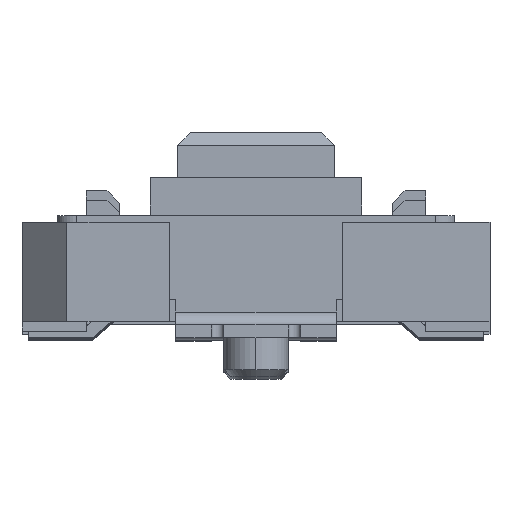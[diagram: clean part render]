
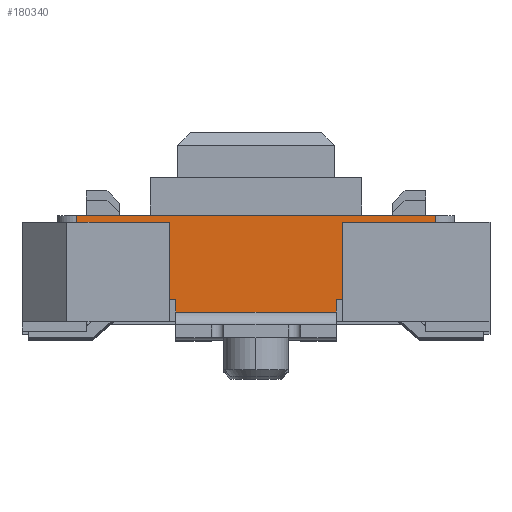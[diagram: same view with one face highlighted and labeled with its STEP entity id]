
A CAD part, top view. The second image highlights one B-rep face of the part: STEP entity #180340.
In plain terms, the highlighted planar face has unit normal (0, 0, 1).
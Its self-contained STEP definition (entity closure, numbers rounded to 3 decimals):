
#11890=CARTESIAN_POINT('',(-5.051,1.018,
30.138));
#11900=VERTEX_POINT('',#11890);
#12720=CARTESIAN_POINT('',(0.549,1.018,
30.138));
#12730=VERTEX_POINT('',#12720);
#12760=CARTESIAN_POINT('',(-2.251,1.018,
30.138));
#12770=DIRECTION('',(1.,0.,-0.));
#12780=VECTOR('',#12770,1.);
#12790=LINE('',#12760,#12780);
#12800=EDGE_CURVE('',#11900,#12730,#12790,.T.);
#76850=CARTESIAN_POINT('',(0.549,0.518,
30.138));
#76860=VERTEX_POINT('',#76850);
#76890=CARTESIAN_POINT('',(0.549,0.518,
30.138));
#76900=DIRECTION('',(0.,1.,0.));
#76910=VECTOR('',#76900,1.);
#76920=LINE('',#76890,#76910);
#76930=EDGE_CURVE('',#76860,#12730,#76920,.T.);
#97800=CARTESIAN_POINT('',(-3.501,-0.282,
30.138));
#97810=VERTEX_POINT('',#97800);
#97840=CARTESIAN_POINT('',(-3.501,0.518,
30.138));
#97850=DIRECTION('',(0.,1.,0.));
#97860=VECTOR('',#97850,1.);
#97870=LINE('',#97840,#97860);
#97880=CARTESIAN_POINT('',(-3.501,-0.482,
30.138));
#97890=VERTEX_POINT('',#97880);
#97900=EDGE_CURVE('',#97890,#97810,#97870,.T.);
#110510=CARTESIAN_POINT('',(-5.051,0.518,
30.138));
#110520=DIRECTION('',(0.,1.,0.));
#110530=VECTOR('',#110520,1.);
#110540=LINE('',#110510,#110530);
#110550=CARTESIAN_POINT('',(-5.051,0.518,
30.138));
#110560=VERTEX_POINT('',#110550);
#110570=EDGE_CURVE('',#110560,#11900,#110540,.T.);
#128980=CARTESIAN_POINT('',(-0.326,-0.282,
30.138));
#128990=VERTEX_POINT('',#128980);
#129020=CARTESIAN_POINT('',(-0.326,0.518,
30.138));
#129030=DIRECTION('',(0.,-1.,0.));
#129040=VECTOR('',#129030,1.);
#129050=LINE('',#129020,#129040);
#129060=CARTESIAN_POINT('',(-0.326,0.518,
30.138));
#129070=VERTEX_POINT('',#129060);
#129080=EDGE_CURVE('',#129070,#128990,#129050,.T.);
#134390=CARTESIAN_POINT('',(-2.251,0.518,
30.138));
#134400=DIRECTION('',(1.,0.,-0.));
#134410=VECTOR('',#134400,1.);
#134420=LINE('',#134390,#134410);
#134430=EDGE_CURVE('',#129070,#76860,#134420,.T.);
#139050=CARTESIAN_POINT('',(-1.001,-0.482,
30.138));
#139060=VERTEX_POINT('',#139050);
#139110=CARTESIAN_POINT('',(-2.251,-0.482,
30.138));
#139120=DIRECTION('',(1.,0.,-0.));
#139130=VECTOR('',#139120,1.);
#139140=LINE('',#139110,#139130);
#139150=EDGE_CURVE('',#97890,#139060,#139140,.T.);
#139920=CARTESIAN_POINT('',(-4.176,0.518,
30.138));
#139930=DIRECTION('',(0.,-1.,0.));
#139940=VECTOR('',#139930,1.);
#139950=LINE('',#139920,#139940);
#139960=CARTESIAN_POINT('',(-4.176,0.518,
30.138));
#139970=VERTEX_POINT('',#139960);
#139980=CARTESIAN_POINT('',(-4.176,-0.282,
30.138));
#139990=VERTEX_POINT('',#139980);
#140000=EDGE_CURVE('',#139970,#139990,#139950,.T.);
#158980=CARTESIAN_POINT('',(-2.251,-0.282,
30.138));
#158990=DIRECTION('',(1.,0.,-0.));
#159000=VECTOR('',#158990,1.);
#159010=LINE('',#158980,#159000);
#159020=EDGE_CURVE('',#139990,#97810,#159010,.T.);
#162220=CARTESIAN_POINT('',(-1.001,-0.282,
30.138));
#162230=VERTEX_POINT('',#162220);
#162260=EDGE_CURVE('',#162230,#128990,#159010,.T.);
#180050=CARTESIAN_POINT('',(-3.501,0.518,
30.138));
#180060=DIRECTION('',(0.,0.,1.));
#180070=DIRECTION('',(-1.,0.,0.));
#180080=AXIS2_PLACEMENT_3D('',#180050,#180060,#180070);
#180090=PLANE('',#180080);
#180100=ORIENTED_EDGE('',*,*,#97900,.F.);
#180110=ORIENTED_EDGE('',*,*,#159020,.T.);
#180120=ORIENTED_EDGE('',*,*,#140000,.T.);
#180130=CARTESIAN_POINT('',(-2.251,0.518,
30.138));
#180140=DIRECTION('',(1.,0.,-0.));
#180150=VECTOR('',#180140,1.);
#180160=LINE('',#180130,#180150);
#180170=EDGE_CURVE('',#110560,#139970,#180160,.T.);
#180180=ORIENTED_EDGE('',*,*,#180170,.T.);
#180190=ORIENTED_EDGE('',*,*,#110570,.F.);
#180200=ORIENTED_EDGE('',*,*,#12800,.F.);
#180210=ORIENTED_EDGE('',*,*,#76930,.T.);
#180220=ORIENTED_EDGE('',*,*,#134430,.T.);
#180230=ORIENTED_EDGE('',*,*,#129080,.F.);
#180240=ORIENTED_EDGE('',*,*,#162260,.T.);
#180250=CARTESIAN_POINT('',(-1.001,0.518,
30.138));
#180260=DIRECTION('',(0.,-1.,0.));
#180270=VECTOR('',#180260,1.);
#180280=LINE('',#180250,#180270);
#180290=EDGE_CURVE('',#162230,#139060,#180280,.T.);
#180300=ORIENTED_EDGE('',*,*,#180290,.F.);
#180310=ORIENTED_EDGE('',*,*,#139150,.T.);
#180320=EDGE_LOOP('',(#180310,#180300,#180240,#180230,#180220,#180210,
#180200,#180190,#180180,#180120,#180110,#180100));
#180330=FACE_OUTER_BOUND('',#180320,.T.);
#180340=ADVANCED_FACE('',(#180330),#180090,.T.);
